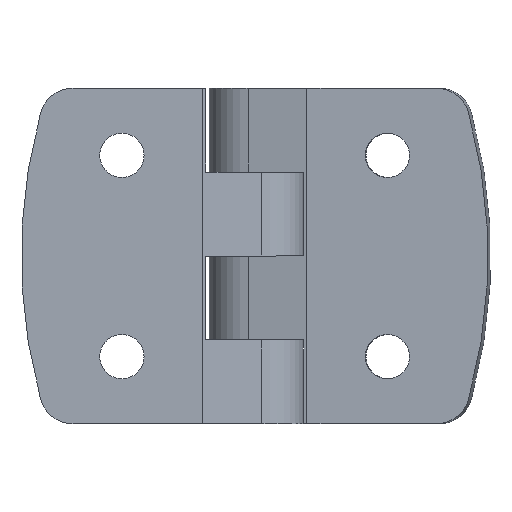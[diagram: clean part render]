
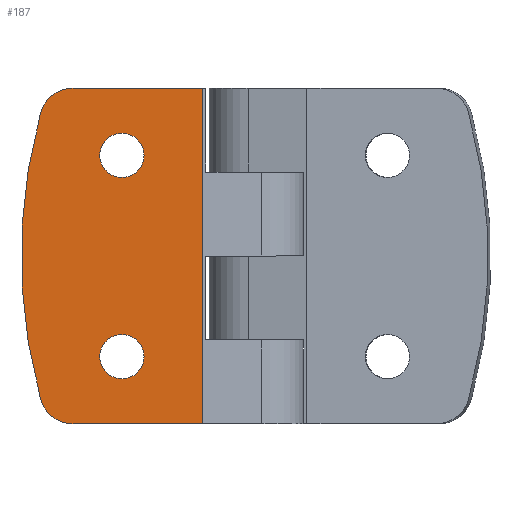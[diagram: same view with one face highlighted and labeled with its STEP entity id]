
A CAD part, front view. The second image highlights one B-rep face of the part: STEP entity #187.
In plain terms, the highlighted planar face has unit normal (0, -1, 0).
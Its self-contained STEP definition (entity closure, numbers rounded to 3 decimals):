
#49 = VERTEX_POINT ( 'NONE', #357 ) ;
#72 = EDGE_CURVE ( 'NONE', #170, #171, #369, .T. ) ;
#88 = EDGE_CURVE ( 'NONE', #160, #161, #323, .T. ) ;
#146 = ORIENTED_EDGE ( 'NONE', *, *, #152, .T. ) ;
#147 = EDGE_CURVE ( 'NONE', #264, #153, #553, .T. ) ;
#152 = EDGE_CURVE ( 'NONE', #354, #153, #690, .T. ) ;
#153 = VERTEX_POINT ( 'NONE', #685 ) ;
#160 = VERTEX_POINT ( 'NONE', #693 ) ;
#161 = VERTEX_POINT ( 'NONE', #677 ) ;
#170 = VERTEX_POINT ( 'NONE', #672 ) ;
#171 = VERTEX_POINT ( 'NONE', #623 ) ;
#185 = ORIENTED_EDGE ( 'NONE', *, *, #88, .T. ) ;
#186 = EDGE_LOOP ( 'NONE', ( #197, #185 ) ) ;
#187 = ADVANCED_FACE ( 'NONE', ( #532, #528, #523 ), #616, .F. ) ;
#188 = ORIENTED_EDGE ( 'NONE', *, *, #198, .F. ) ;
#191 = ORIENTED_EDGE ( 'NONE', *, *, #194, .T. ) ;
#192 = EDGE_LOOP ( 'NONE', ( #191, #195 ) ) ;
#193 = EDGE_LOOP ( 'NONE', ( #188, #452, #348, #347, #146, #352 ) ) ;
#194 = EDGE_CURVE ( 'NONE', #171, #170, #527, .T. ) ;
#195 = ORIENTED_EDGE ( 'NONE', *, *, #72, .T. ) ;
#196 = EDGE_CURVE ( 'NONE', #161, #160, #597, .T. ) ;
#197 = ORIENTED_EDGE ( 'NONE', *, *, #196, .T. ) ;
#198 = EDGE_CURVE ( 'NONE', #49, #264, #598, .T. ) ;
#264 = VERTEX_POINT ( 'NONE', #793 ) ;
#290 = DIRECTION ( 'NONE',  ( 0., 0., 1. ) ) ;
#291 = DIRECTION ( 'NONE',  ( 0., 1., 0. ) ) ;
#299 = CARTESIAN_POINT ( 'NONE',  ( -20., -8., 15. ) ) ;
#307 = AXIS2_PLACEMENT_3D ( 'NONE', #299, #291, #290 ) ;
#323 = CIRCLE ( 'NONE', #307, 3.3 ) ;
#347 = ORIENTED_EDGE ( 'NONE', *, *, #349, .T. ) ;
#348 = ORIENTED_EDGE ( 'NONE', *, *, #351, .F. ) ;
#349 = EDGE_CURVE ( 'NONE', #350, #354, #887, .T. ) ;
#350 = VERTEX_POINT ( 'NONE', #823 ) ;
#351 = EDGE_CURVE ( 'NONE', #350, #453, #820, .T. ) ;
#352 = ORIENTED_EDGE ( 'NONE', *, *, #147, .F. ) ;
#353 = EDGE_CURVE ( 'NONE', #49, #453, #819, .T. ) ;
#354 = VERTEX_POINT ( 'NONE', #888 ) ;
#357 = CARTESIAN_POINT ( 'NONE',  ( -27.284, -8., 25. ) ) ;
#369 = CIRCLE ( 'NONE', #412, 3.3 ) ;
#401 = DIRECTION ( 'NONE',  ( 0., 0., 1. ) ) ;
#402 = DIRECTION ( 'NONE',  ( 0., 1., 0. ) ) ;
#403 = CARTESIAN_POINT ( 'NONE',  ( -20., -8., -15. ) ) ;
#412 = AXIS2_PLACEMENT_3D ( 'NONE', #403, #402, #401 ) ;
#452 = ORIENTED_EDGE ( 'NONE', *, *, #353, .T. ) ;
#453 = VERTEX_POINT ( 'NONE', #867 ) ;
#518 = DIRECTION ( 'NONE',  ( 0., 0., 1. ) ) ;
#519 = DIRECTION ( 'NONE',  ( 0., 1., 0. ) ) ;
#520 = CARTESIAN_POINT ( 'NONE',  ( -35., -8., 25. ) ) ;
#523 = FACE_OUTER_BOUND ( 'NONE', #193, .T. ) ;
#527 = CIRCLE ( 'NONE', #603, 3.3 ) ;
#528 = FACE_BOUND ( 'NONE', #186, .T. ) ;
#532 = FACE_BOUND ( 'NONE', #192, .T. ) ;
#535 = AXIS2_PLACEMENT_3D ( 'NONE', #520, #519, #518 ) ;
#546 = CARTESIAN_POINT ( 'NONE',  ( -8., -8., 25. ) ) ;
#552 = VECTOR ( 'NONE', #698, 1000. ) ;
#553 = LINE ( 'NONE', #546, #552 ) ;
#587 = DIRECTION ( 'NONE',  ( 1., 0., 0. ) ) ;
#588 = VECTOR ( 'NONE', #587, 1000. ) ;
#589 = CARTESIAN_POINT ( 'NONE',  ( -35., -8., 25. ) ) ;
#593 = DIRECTION ( 'NONE',  ( 0., 0., 1. ) ) ;
#594 = DIRECTION ( 'NONE',  ( 0., 1., 0. ) ) ;
#595 = CARTESIAN_POINT ( 'NONE',  ( -20., -8., 15. ) ) ;
#596 = AXIS2_PLACEMENT_3D ( 'NONE', #595, #594, #593 ) ;
#597 = CIRCLE ( 'NONE', #596, 3.3 ) ;
#598 = LINE ( 'NONE', #589, #588 ) ;
#600 = DIRECTION ( 'NONE',  ( 0., 0., 1. ) ) ;
#601 = DIRECTION ( 'NONE',  ( 0., 1., 0. ) ) ;
#602 = CARTESIAN_POINT ( 'NONE',  ( -20., -8., -15. ) ) ;
#603 = AXIS2_PLACEMENT_3D ( 'NONE', #602, #601, #600 ) ;
#616 = PLANE ( 'NONE',  #535 ) ;
#623 = CARTESIAN_POINT ( 'NONE',  ( -20., -8., -11.7 ) ) ;
#672 = CARTESIAN_POINT ( 'NONE',  ( -20., -8., -18.3 ) ) ;
#677 = CARTESIAN_POINT ( 'NONE',  ( -20., -8., 18.3 ) ) ;
#682 = VECTOR ( 'NONE', #692, 1000. ) ;
#685 = CARTESIAN_POINT ( 'NONE',  ( -8., -8., -25. ) ) ;
#689 = CARTESIAN_POINT ( 'NONE',  ( -35., -8., -25. ) ) ;
#690 = LINE ( 'NONE', #689, #682 ) ;
#692 = DIRECTION ( 'NONE',  ( 1., 0., 0. ) ) ;
#693 = CARTESIAN_POINT ( 'NONE',  ( -20., -8., 11.7 ) ) ;
#698 = DIRECTION ( 'NONE',  ( 0., 0., -1. ) ) ;
#793 = CARTESIAN_POINT ( 'NONE',  ( -8., -8., 25. ) ) ;
#804 = DIRECTION ( 'NONE',  ( 0., 0., 1. ) ) ;
#805 = DIRECTION ( 'NONE',  ( 0., -1., 0. ) ) ;
#806 = CARTESIAN_POINT ( 'NONE',  ( -27.284, -8., 20. ) ) ;
#810 = DIRECTION ( 'NONE',  ( 0., 0., 1. ) ) ;
#811 = DIRECTION ( 'NONE',  ( 0., 1., 0. ) ) ;
#812 = CARTESIAN_POINT ( 'NONE',  ( 45., -8., 0. ) ) ;
#813 = AXIS2_PLACEMENT_3D ( 'NONE', #812, #811, #810 ) ;
#814 = AXIS2_PLACEMENT_3D ( 'NONE', #806, #805, #804 ) ;
#817 = DIRECTION ( 'NONE',  ( 0., 0., 1. ) ) ;
#818 = DIRECTION ( 'NONE',  ( 0., -1., 0. ) ) ;
#819 = CIRCLE ( 'NONE', #814, 5. ) ;
#820 = CIRCLE ( 'NONE', #813, 80. ) ;
#822 = AXIS2_PLACEMENT_3D ( 'NONE', #889, #818, #817 ) ;
#823 = CARTESIAN_POINT ( 'NONE',  ( -32.103, -8., -21.333 ) ) ;
#867 = CARTESIAN_POINT ( 'NONE',  ( -32.103, -8., 21.333 ) ) ;
#887 = CIRCLE ( 'NONE', #822, 5. ) ;
#888 = CARTESIAN_POINT ( 'NONE',  ( -27.284, -8., -25. ) ) ;
#889 = CARTESIAN_POINT ( 'NONE',  ( -27.284, -8., -20. ) ) ;
